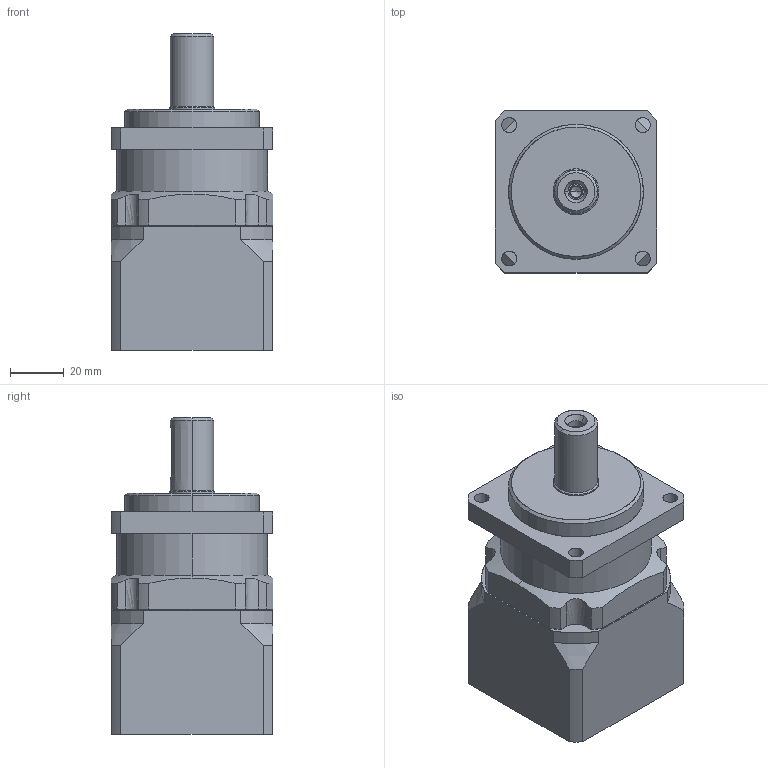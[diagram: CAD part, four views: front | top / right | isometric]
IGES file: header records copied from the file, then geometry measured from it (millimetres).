
Start section: SolidWorks IGES FILE using analytic representation for surfaces
Global section: file name: PS060L1.IGS; native system: SolidWorks 2001Plus by SolidWorks Corporation; preprocessor: Version 5.3; author: STEVEN; date: 100408.132535; units: millimetre
Bounding box: 60 x 60 x 117.5 mm (x, y, z)
Surface area: 30758.9 mm2 (no closed solid volume)
Topology: 0 solids, 0 shells, 124 faces, 1616 edges, 1614 vertices
Faces by surface type: revolution 80, bspline 44
